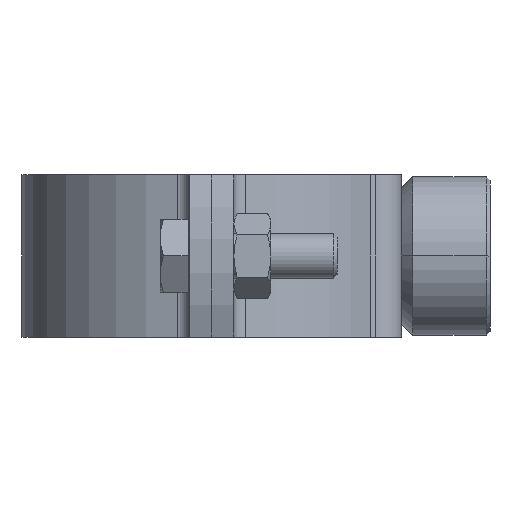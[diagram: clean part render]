
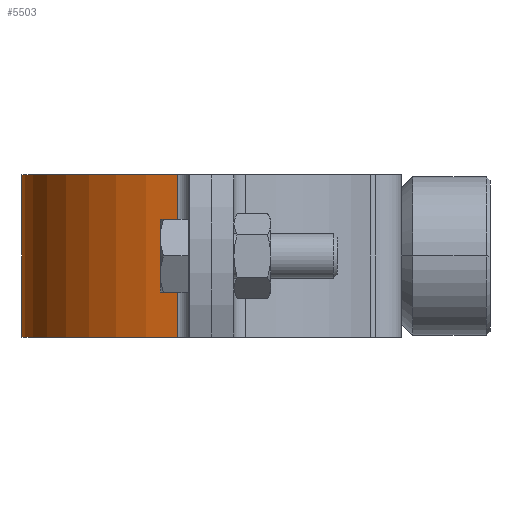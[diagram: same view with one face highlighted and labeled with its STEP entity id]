
A CAD part, left-side view. The second image highlights one B-rep face of the part: STEP entity #5503.
In plain terms, the highlighted cylindrical face has radius 25.75 mm (diameter 51.5 mm), a partial arc.
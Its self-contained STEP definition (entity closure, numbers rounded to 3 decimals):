
#422 = VECTOR ( 'NONE', #4535, 1000. ) ;
#546 = VECTOR ( 'NONE', #3687, 1000. ) ;
#567 = DIRECTION ( 'NONE',  ( -1., 0., 0. ) ) ;
#769 = CARTESIAN_POINT ( 'NONE',  ( 25.329, 4.64, 11. ) ) ;
#1614 = CARTESIAN_POINT ( 'NONE',  ( 25.329, 4.64, 11. ) ) ;
#1649 = CARTESIAN_POINT ( 'NONE',  ( 0., 0., -11. ) ) ;
#1732 = DIRECTION ( 'NONE',  ( 1., 0., 0. ) ) ;
#2001 = VERTEX_POINT ( 'NONE', #4203 ) ;
#2086 = CARTESIAN_POINT ( 'NONE',  ( -25.329, 4.64, 11. ) ) ;
#2181 = VERTEX_POINT ( 'NONE', #2856 ) ;
#2195 = DIRECTION ( 'NONE',  ( -1., 0., 0. ) ) ;
#2282 = CARTESIAN_POINT ( 'NONE',  ( 0., 0., 11. ) ) ;
#2609 = AXIS2_PLACEMENT_3D ( 'NONE', #1649, #3148, #567 ) ;
#2790 = CYLINDRICAL_SURFACE ( 'NONE', #4867, 25.75 ) ;
#2856 = CARTESIAN_POINT ( 'NONE',  ( -25.329, 4.64, 11. ) ) ;
#3006 = LINE ( 'NONE', #2086, #422 ) ;
#3148 = DIRECTION ( 'NONE',  ( 0., 0., 1. ) ) ;
#3249 = CARTESIAN_POINT ( 'NONE',  ( 0., 0., 11. ) ) ;
#3646 = ORIENTED_EDGE ( 'NONE', *, *, #4152, .F. ) ;
#3686 = DIRECTION ( 'NONE',  ( 0., 0., 1. ) ) ;
#3687 = DIRECTION ( 'NONE',  ( 0., 0., -1. ) ) ;
#3893 = EDGE_CURVE ( 'NONE', #6138, #2181, #6494, .T. ) ;
#4152 = EDGE_CURVE ( 'NONE', #2181, #2001, #3006, .T. ) ;
#4203 = CARTESIAN_POINT ( 'NONE',  ( -25.329, 4.64, -11. ) ) ;
#4230 = VERTEX_POINT ( 'NONE', #6384 ) ;
#4422 = ORIENTED_EDGE ( 'NONE', *, *, #6126, .T. ) ;
#4535 = DIRECTION ( 'NONE',  ( 0., 0., -1. ) ) ;
#4667 = CIRCLE ( 'NONE', #2609, 25.75 ) ;
#4823 = FACE_OUTER_BOUND ( 'NONE', #5993, .T. ) ;
#4867 = AXIS2_PLACEMENT_3D ( 'NONE', #2282, #6522, #1732 ) ;
#5503 = ADVANCED_FACE ( 'NONE', ( #4823 ), #2790, .T. ) ;
#5732 = AXIS2_PLACEMENT_3D ( 'NONE', #3249, #3686, #2195 ) ;
#5993 = EDGE_LOOP ( 'NONE', ( #6183, #3646, #6022, #4422 ) ) ;
#6022 = ORIENTED_EDGE ( 'NONE', *, *, #3893, .F. ) ;
#6095 = EDGE_CURVE ( 'NONE', #4230, #2001, #4667, .T. ) ;
#6126 = EDGE_CURVE ( 'NONE', #6138, #4230, #6261, .T. ) ;
#6138 = VERTEX_POINT ( 'NONE', #769 ) ;
#6183 = ORIENTED_EDGE ( 'NONE', *, *, #6095, .T. ) ;
#6261 = LINE ( 'NONE', #1614, #546 ) ;
#6384 = CARTESIAN_POINT ( 'NONE',  ( 25.329, 4.64, -11. ) ) ;
#6494 = CIRCLE ( 'NONE', #5732, 25.75 ) ;
#6522 = DIRECTION ( 'NONE',  ( 0., 0., -1. ) ) ;
